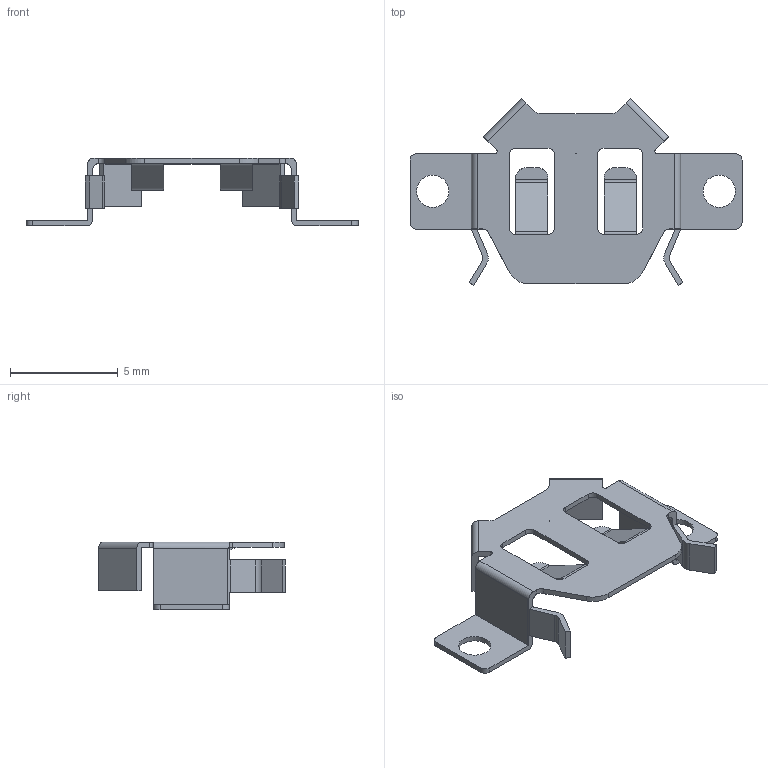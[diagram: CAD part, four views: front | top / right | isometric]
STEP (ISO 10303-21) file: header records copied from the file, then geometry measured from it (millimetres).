
FILE_DESCRIPTION(/* description */ (''),/* implementation_level */ '2;1');
FILE_NAME(/* name */ 'CR927-Clip.step',/* time_stamp */ '2025-09-01T13:12:18-07:00',/* author */ (''),/* organization */ (''),/* preprocessor_version */ 'ST-DEVELOPER v20.1',/* originating_system */ 'Autodesk Translation Framework v14.10.0.0',/* authorisation */ '');
FILE_SCHEMA (('AUTOMOTIVE_DESIGN { 1 0 10303 214 3 1 1 }'));
Length unit declared in the file: millimetre
Products named in the file (1): CR927-Clip
Bounding box: 15.4 x 8.66 x 3.15 mm (x, y, z)
Volume: 29.1 mm3; surface area: 257.8 mm2
Topology: 1 solids, 1 shells, 126 faces, 373 edges, 247 vertices
Faces by surface type: plane 73, cylinder 49, bspline 4
Full cylindrical faces by diameter (mm): 1.5 x2
Entity records: 4389 total; most frequent: CARTESIAN_POINT 891, ORIENTED_EDGE 746, DIRECTION 715, EDGE_CURVE 373, VERTEX_POINT 247, LINE 245, VECTOR 245, AXIS2_PLACEMENT_3D 235
